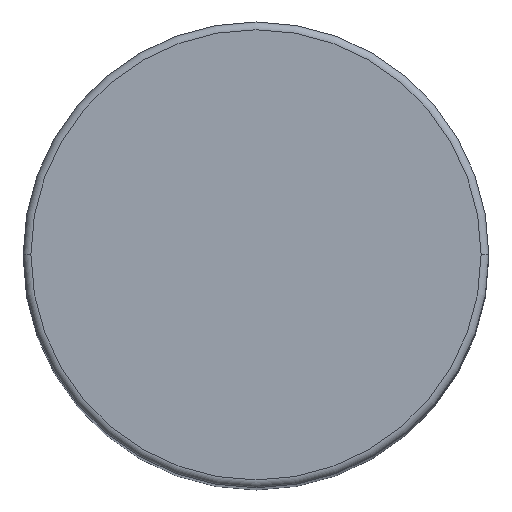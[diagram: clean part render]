
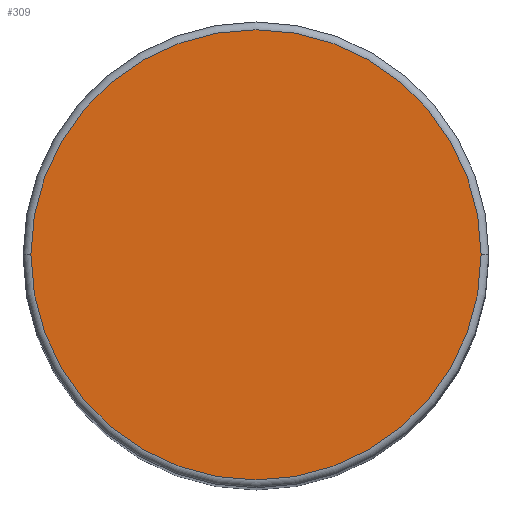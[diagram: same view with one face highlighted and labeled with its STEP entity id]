
A CAD part, top view. The second image highlights one B-rep face of the part: STEP entity #309.
In plain terms, the highlighted planar face has unit normal (0, 0, 1).
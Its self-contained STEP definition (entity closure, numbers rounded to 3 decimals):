
#76=CARTESIAN_POINT('',(0.,0.,35.));
#77=DIRECTION('',(0.,0.,1.));
#78=DIRECTION('',(1.,0.,0.));
#79=AXIS2_PLACEMENT_3D('',#76,#77,#78);
#81=CARTESIAN_POINT('',(0.,0.,35.));
#82=DIRECTION('',(0.,0.,1.));
#83=DIRECTION('',(-1.,0.,0.));
#84=AXIS2_PLACEMENT_3D('',#81,#82,#83);
#254=CARTESIAN_POINT('',(5.8,0.,35.));
#255=CARTESIAN_POINT('',(-5.8,0.,35.));
#256=VERTEX_POINT('',#254);
#257=VERTEX_POINT('',#255);
#298=CARTESIAN_POINT('',(0.,0.,35.));
#299=DIRECTION('',(0.,0.,1.));
#300=DIRECTION('',(1.,0.,0.));
#301=AXIS2_PLACEMENT_3D('',#298,#299,#300);
#302=PLANE('',#301);
#304=ORIENTED_EDGE('',*,*,#303,.F.);
#306=ORIENTED_EDGE('',*,*,#305,.F.);
#307=EDGE_LOOP('',(#304,#306));
#308=FACE_OUTER_BOUND('',#307,.F.);
#309=ADVANCED_FACE('',(#308),#302,.T.);
#80=CIRCLE('',#79,5.8);
#85=CIRCLE('',#84,5.8);
#303=EDGE_CURVE('',#256,#257,#80,.T.);
#305=EDGE_CURVE('',#257,#256,#85,.T.);
